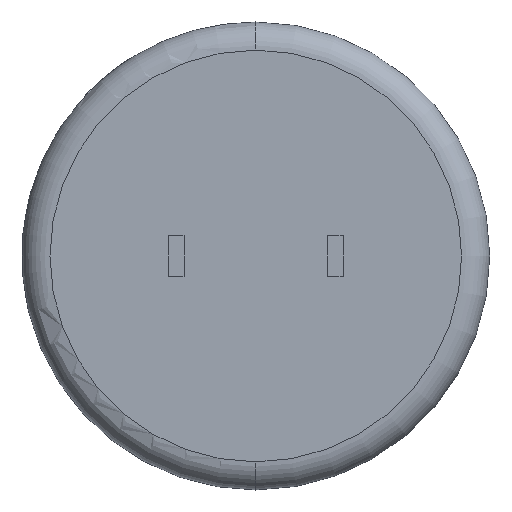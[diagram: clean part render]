
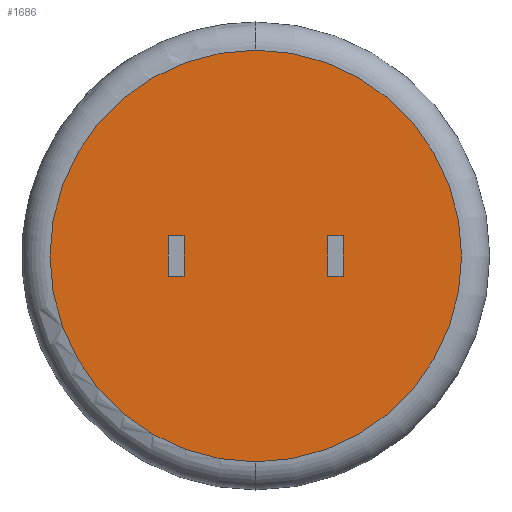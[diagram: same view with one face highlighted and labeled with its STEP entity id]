
A CAD part, front view. The second image highlights one B-rep face of the part: STEP entity #1686.
In plain terms, the highlighted planar face has unit normal (0, -1, 0).
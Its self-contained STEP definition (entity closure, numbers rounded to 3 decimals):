
#8 = EDGE_LOOP ( 'NONE', ( #1997, #349, #1666, #1541 ) ) ;
#75 = EDGE_CURVE ( 'NONE', #1202, #2027, #1283, .T. ) ;
#128 = EDGE_CURVE ( 'NONE', #1744, #398, #2703, .T. ) ;
#142 = CARTESIAN_POINT ( 'NONE',  ( -2.8, 0., -0.65 ) ) ;
#157 = CIRCLE ( 'NONE', #981, 6.597 ) ;
#171 = ORIENTED_EDGE ( 'NONE', *, *, #2370, .T. ) ;
#181 = AXIS2_PLACEMENT_3D ( 'NONE', #961, #2410, #1613 ) ;
#189 = CARTESIAN_POINT ( 'NONE',  ( 2.8, 0., -0.65 ) ) ;
#250 = CARTESIAN_POINT ( 'NONE',  ( 0., 0., 0. ) ) ;
#272 = VERTEX_POINT ( 'NONE', #1889 ) ;
#310 = EDGE_CURVE ( 'NONE', #1400, #737, #966, .T. ) ;
#313 = CARTESIAN_POINT ( 'NONE',  ( -2.8, 0., 0.65 ) ) ;
#324 = EDGE_CURVE ( 'NONE', #272, #2027, #1582, .T. ) ;
#349 = ORIENTED_EDGE ( 'NONE', *, *, #2451, .F. ) ;
#351 = FACE_BOUND ( 'NONE', #725, .T. ) ;
#398 = VERTEX_POINT ( 'NONE', #1086 ) ;
#404 = EDGE_CURVE ( 'NONE', #1752, #272, #2161, .T. ) ;
#451 = CARTESIAN_POINT ( 'NONE',  ( 2.8, 0., 0. ) ) ;
#460 = CARTESIAN_POINT ( 'NONE',  ( 2.3, 0., 0.65 ) ) ;
#464 = DIRECTION ( 'NONE',  ( 0., -1., 0. ) ) ;
#609 = VECTOR ( 'NONE', #1464, 1000. ) ;
#725 = EDGE_LOOP ( 'NONE', ( #171, #1260, #1151, #2698 ) ) ;
#737 = VERTEX_POINT ( 'NONE', #1789 ) ;
#756 = FACE_OUTER_BOUND ( 'NONE', #870, .T. ) ;
#822 = CARTESIAN_POINT ( 'NONE',  ( 0., 0., 0. ) ) ;
#834 = CARTESIAN_POINT ( 'NONE',  ( -2.8, 0., 0. ) ) ;
#841 = VECTOR ( 'NONE', #1216, 1000. ) ;
#870 = EDGE_LOOP ( 'NONE', ( #998, #1792 ) ) ;
#891 = CARTESIAN_POINT ( 'NONE',  ( -2.8, 0., 0.65 ) ) ;
#914 = DIRECTION ( 'NONE',  ( 0., 1., 0. ) ) ;
#961 = CARTESIAN_POINT ( 'NONE',  ( 0., 0., 0. ) ) ;
#966 = LINE ( 'NONE', #451, #2427 ) ;
#981 = AXIS2_PLACEMENT_3D ( 'NONE', #250, #464, #2600 ) ;
#998 = ORIENTED_EDGE ( 'NONE', *, *, #2221, .T. ) ;
#1025 = VECTOR ( 'NONE', #2239, 1000. ) ;
#1041 = CARTESIAN_POINT ( 'NONE',  ( 2.3, 0., 0.65 ) ) ;
#1086 = CARTESIAN_POINT ( 'NONE',  ( 2.3, 0., -0.65 ) ) ;
#1151 = ORIENTED_EDGE ( 'NONE', *, *, #324, .T. ) ;
#1202 = VERTEX_POINT ( 'NONE', #2176 ) ;
#1216 = DIRECTION ( 'NONE',  ( 1., 0., 0. ) ) ;
#1252 = EDGE_CURVE ( 'NONE', #2206, #1345, #157, .T. ) ;
#1260 = ORIENTED_EDGE ( 'NONE', *, *, #404, .T. ) ;
#1283 = LINE ( 'NONE', #142, #841 ) ;
#1345 = VERTEX_POINT ( 'NONE', #2545 ) ;
#1400 = VERTEX_POINT ( 'NONE', #189 ) ;
#1452 = VECTOR ( 'NONE', #1671, 1000. ) ;
#1464 = DIRECTION ( 'NONE',  ( 0., 0., -1. ) ) ;
#1475 = DIRECTION ( 'NONE',  ( 0., 0., 1. ) ) ;
#1529 = DIRECTION ( 'NONE',  ( 0., 0., -1. ) ) ;
#1541 = ORIENTED_EDGE ( 'NONE', *, *, #1824, .F. ) ;
#1554 = DIRECTION ( 'NONE',  ( 0., 0., 1. ) ) ;
#1582 = LINE ( 'NONE', #2641, #2303 ) ;
#1607 = VECTOR ( 'NONE', #1475, 1000. ) ;
#1613 = DIRECTION ( 'NONE',  ( 0., 0., 1. ) ) ;
#1653 = CARTESIAN_POINT ( 'NONE',  ( 2.3, 0., -0.65 ) ) ;
#1666 = ORIENTED_EDGE ( 'NONE', *, *, #310, .F. ) ;
#1671 = DIRECTION ( 'NONE',  ( -1., 0., 0. ) ) ;
#1686 = ADVANCED_FACE ( 'NONE', ( #756, #351, #2179 ), #2308, .F. ) ;
#1697 = AXIS2_PLACEMENT_3D ( 'NONE', #822, #914, #1554 ) ;
#1744 = VERTEX_POINT ( 'NONE', #460 ) ;
#1752 = VERTEX_POINT ( 'NONE', #891 ) ;
#1789 = CARTESIAN_POINT ( 'NONE',  ( 2.8, 0., 0.65 ) ) ;
#1792 = ORIENTED_EDGE ( 'NONE', *, *, #1252, .T. ) ;
#1824 = EDGE_CURVE ( 'NONE', #398, #1400, #2560, .T. ) ;
#1889 = CARTESIAN_POINT ( 'NONE',  ( -2.3, 0., 0.65 ) ) ;
#1985 = CIRCLE ( 'NONE', #181, 6.597 ) ;
#1997 = ORIENTED_EDGE ( 'NONE', *, *, #128, .F. ) ;
#1999 = LINE ( 'NONE', #1041, #1452 ) ;
#2017 = DIRECTION ( 'NONE',  ( 1., 0., 0. ) ) ;
#2027 = VERTEX_POINT ( 'NONE', #2453 ) ;
#2160 = LINE ( 'NONE', #834, #1607 ) ;
#2161 = LINE ( 'NONE', #313, #2670 ) ;
#2176 = CARTESIAN_POINT ( 'NONE',  ( -2.8, 0., -0.65 ) ) ;
#2179 = FACE_BOUND ( 'NONE', #8, .T. ) ;
#2206 = VERTEX_POINT ( 'NONE', #2653 ) ;
#2221 = EDGE_CURVE ( 'NONE', #1345, #2206, #1985, .T. ) ;
#2239 = DIRECTION ( 'NONE',  ( 1., 0., 0. ) ) ;
#2303 = VECTOR ( 'NONE', #1529, 1000. ) ;
#2308 = PLANE ( 'NONE',  #1697 ) ;
#2370 = EDGE_CURVE ( 'NONE', #1202, #1752, #2160, .T. ) ;
#2408 = DIRECTION ( 'NONE',  ( 0., 0., 1. ) ) ;
#2410 = DIRECTION ( 'NONE',  ( 0., -1., 0. ) ) ;
#2427 = VECTOR ( 'NONE', #2408, 1000. ) ;
#2451 = EDGE_CURVE ( 'NONE', #737, #1744, #1999, .T. ) ;
#2453 = CARTESIAN_POINT ( 'NONE',  ( -2.3, 0., -0.65 ) ) ;
#2545 = CARTESIAN_POINT ( 'NONE',  ( 0., 0., 6.597 ) ) ;
#2560 = LINE ( 'NONE', #2611, #1025 ) ;
#2600 = DIRECTION ( 'NONE',  ( 0., 0., 1. ) ) ;
#2611 = CARTESIAN_POINT ( 'NONE',  ( 2.3, 0., -0.65 ) ) ;
#2641 = CARTESIAN_POINT ( 'NONE',  ( -2.3, 0., 0.65 ) ) ;
#2653 = CARTESIAN_POINT ( 'NONE',  ( 0., 0., -6.597 ) ) ;
#2670 = VECTOR ( 'NONE', #2017, 1000. ) ;
#2698 = ORIENTED_EDGE ( 'NONE', *, *, #75, .F. ) ;
#2703 = LINE ( 'NONE', #1653, #609 ) ;
